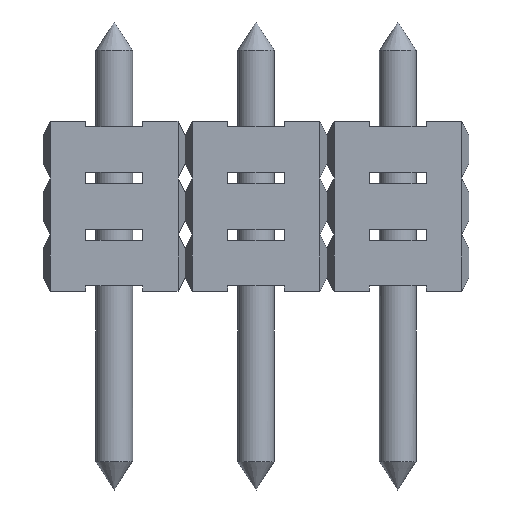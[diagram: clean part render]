
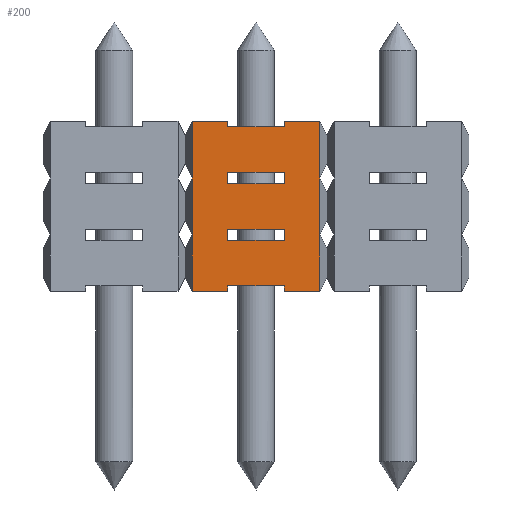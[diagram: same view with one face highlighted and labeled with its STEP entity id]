
A CAD part, front view. The second image highlights one B-rep face of the part: STEP entity #200.
In plain terms, the highlighted planar face has unit normal (0, -1, 0).
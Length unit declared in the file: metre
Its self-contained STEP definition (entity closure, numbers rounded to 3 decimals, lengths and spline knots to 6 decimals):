
#200=ADVANCED_FACE('',(#541,#542,#543),#544,.T.);
#541=FACE_BOUND('',#1064,.T.);
#542=FACE_OUTER_BOUND('',#1065,.T.);
#543=FACE_BOUND('',#1066,.T.);
#544=PLANE('',#1067);
#1064=EDGE_LOOP('',(#1625,#1626,#1627,#1628));
#1065=EDGE_LOOP('',(#1629,#1630,#1631,#1632,#1633,#1634,#1635,#1636,#1637,#1638,#1639,#1640,#1641,#1642,#1643,#1644));
#1066=EDGE_LOOP('',(#1645,#1646,#1647,#1648));
#1067=AXIS2_PLACEMENT_3D('',#1649,#1650,#1651);
#1625=ORIENTED_EDGE('',*,*,#2943,.T.);
#1626=ORIENTED_EDGE('',*,*,#2944,.T.);
#1627=ORIENTED_EDGE('',*,*,#2945,.T.);
#1628=ORIENTED_EDGE('',*,*,#2946,.T.);
#1629=ORIENTED_EDGE('',*,*,#2947,.F.);
#1630=ORIENTED_EDGE('',*,*,#2948,.F.);
#1631=ORIENTED_EDGE('',*,*,#2949,.F.);
#1632=ORIENTED_EDGE('',*,*,#2950,.T.);
#1633=ORIENTED_EDGE('',*,*,#2951,.T.);
#1634=ORIENTED_EDGE('',*,*,#2952,.T.);
#1635=ORIENTED_EDGE('',*,*,#2953,.T.);
#1636=ORIENTED_EDGE('',*,*,#2954,.T.);
#1637=ORIENTED_EDGE('',*,*,#2955,.F.);
#1638=ORIENTED_EDGE('',*,*,#2956,.F.);
#1639=ORIENTED_EDGE('',*,*,#2940,.F.);
#1640=ORIENTED_EDGE('',*,*,#2957,.T.);
#1641=ORIENTED_EDGE('',*,*,#2958,.T.);
#1642=ORIENTED_EDGE('',*,*,#2959,.T.);
#1643=ORIENTED_EDGE('',*,*,#2960,.T.);
#1644=ORIENTED_EDGE('',*,*,#2935,.T.);
#1645=ORIENTED_EDGE('',*,*,#2961,.T.);
#1646=ORIENTED_EDGE('',*,*,#2962,.T.);
#1647=ORIENTED_EDGE('',*,*,#2963,.T.);
#1648=ORIENTED_EDGE('',*,*,#2964,.T.);
#1649=CARTESIAN_POINT('',(0.11,-0.03466,-0.038506));
#1650=DIRECTION('',(0.0,-1.0,0.));
#1651=DIRECTION('',(0.0,0.,-1.0));
#2935=EDGE_CURVE('',#3483,#3481,#3484,.T.);
#2940=EDGE_CURVE('',#3489,#3491,#3492,.T.);
#2943=EDGE_CURVE('',#3495,#3496,#3497,.T.);
#2944=EDGE_CURVE('',#3496,#3498,#3499,.T.);
#2945=EDGE_CURVE('',#3498,#3500,#3501,.T.);
#2946=EDGE_CURVE('',#3500,#3495,#3502,.T.);
#2947=EDGE_CURVE('',#3503,#3481,#3504,.T.);
#2948=EDGE_CURVE('',#3505,#3503,#3506,.T.);
#2949=EDGE_CURVE('',#3507,#3505,#3508,.T.);
#2950=EDGE_CURVE('',#3507,#3509,#3510,.T.);
#2951=EDGE_CURVE('',#3509,#3511,#3512,.T.);
#2952=EDGE_CURVE('',#3511,#3513,#3514,.T.);
#2953=EDGE_CURVE('',#3513,#3515,#3516,.T.);
#2954=EDGE_CURVE('',#3515,#3517,#3518,.T.);
#2955=EDGE_CURVE('',#3519,#3517,#3520,.T.);
#2956=EDGE_CURVE('',#3491,#3519,#3521,.T.);
#2957=EDGE_CURVE('',#3489,#3522,#3523,.T.);
#2958=EDGE_CURVE('',#3522,#3524,#3525,.T.);
#2959=EDGE_CURVE('',#3524,#3526,#3527,.T.);
#2960=EDGE_CURVE('',#3526,#3483,#3528,.T.);
#2961=EDGE_CURVE('',#3529,#3530,#3531,.T.);
#2962=EDGE_CURVE('',#3530,#3532,#3533,.T.);
#2963=EDGE_CURVE('',#3532,#3534,#3535,.T.);
#2964=EDGE_CURVE('',#3534,#3529,#3536,.T.);
#3481=VERTEX_POINT('',#4237);
#3483=VERTEX_POINT('',#4240);
#3484=LINE('',#4241,#4242);
#3489=VERTEX_POINT('',#4249);
#3491=VERTEX_POINT('',#4252);
#3492=LINE('',#4253,#4254);
#3495=VERTEX_POINT('',#4258);
#3496=VERTEX_POINT('',#4259);
#3497=LINE('',#4260,#4261);
#3498=VERTEX_POINT('',#4262);
#3499=LINE('',#4263,#4264);
#3500=VERTEX_POINT('',#4265);
#3501=LINE('',#4266,#4267);
#3502=LINE('',#4268,#4269);
#3503=VERTEX_POINT('',#4270);
#3504=LINE('',#4271,#4272);
#3505=VERTEX_POINT('',#4273);
#3506=LINE('',#4274,#4275);
#3507=VERTEX_POINT('',#4276);
#3508=LINE('',#4277,#4278);
#3509=VERTEX_POINT('',#4279);
#3510=LINE('',#4280,#4281);
#3511=VERTEX_POINT('',#4282);
#3512=LINE('',#4283,#4284);
#3513=VERTEX_POINT('',#4285);
#3514=LINE('',#4286,#4287);
#3515=VERTEX_POINT('',#4288);
#3516=LINE('',#4289,#4290);
#3517=VERTEX_POINT('',#4291);
#3518=LINE('',#4292,#4293);
#3519=VERTEX_POINT('',#4294);
#3520=LINE('',#4295,#4296);
#3521=LINE('',#4297,#4298);
#3522=VERTEX_POINT('',#4299);
#3523=LINE('',#4300,#4301);
#3524=VERTEX_POINT('',#4302);
#3525=LINE('',#4303,#4304);
#3526=VERTEX_POINT('',#4305);
#3527=LINE('',#4306,#4307);
#3528=LINE('',#4308,#4309);
#3529=VERTEX_POINT('',#4310);
#3530=VERTEX_POINT('',#4311);
#3531=LINE('',#4312,#4313);
#3532=VERTEX_POINT('',#4314);
#3533=LINE('',#4315,#4316);
#3534=VERTEX_POINT('',#4317);
#3535=LINE('',#4318,#4319);
#3536=LINE('',#4320,#4321);
#4237=CARTESIAN_POINT('',(0.1034,-0.03466,0.));
#4240=CARTESIAN_POINT('',(0.10465,-0.03466,0.));
#4241=CARTESIAN_POINT('',(0.1034,-0.03466,0.));
#4242=VECTOR('',#5251,1.0);
#4249=CARTESIAN_POINT('',(0.1079,-0.03466,0.));
#4252=CARTESIAN_POINT('',(0.1079,-0.03466,-0.002));
#4253=CARTESIAN_POINT('',(0.1079,-0.03466,-0.038506));
#4254=VECTOR('',#5255,1.0);
#4258=CARTESIAN_POINT('',(0.10465,-0.03466,-0.0038));
#4259=CARTESIAN_POINT('',(0.10665,-0.03466,-0.0038));
#4260=CARTESIAN_POINT('',(0.10665,-0.03466,-0.0038));
#4261=VECTOR('',#5257,1.0);
#4262=CARTESIAN_POINT('',(0.10665,-0.03466,-0.0042));
#4263=CARTESIAN_POINT('',(0.10665,-0.03466,-0.004));
#4264=VECTOR('',#5258,1.0);
#4265=CARTESIAN_POINT('',(0.10465,-0.03466,-0.0042));
#4266=CARTESIAN_POINT('',(0.10465,-0.03466,-0.0042));
#4267=VECTOR('',#5259,1.0);
#4268=CARTESIAN_POINT('',(0.10465,-0.03466,-0.0038));
#4269=VECTOR('',#5260,1.0);
#4270=CARTESIAN_POINT('',(0.1034,-0.03466,-0.002));
#4271=CARTESIAN_POINT('',(0.1034,-0.03466,-0.038506));
#4272=VECTOR('',#5261,1.0);
#4273=CARTESIAN_POINT('',(0.1034,-0.03466,-0.004));
#4274=CARTESIAN_POINT('',(0.1034,-0.03466,-0.040506));
#4275=VECTOR('',#5262,1.0);
#4276=CARTESIAN_POINT('',(0.1034,-0.03466,-0.006));
#4277=CARTESIAN_POINT('',(0.1034,-0.03466,-0.042506));
#4278=VECTOR('',#5263,1.0);
#4279=CARTESIAN_POINT('',(0.10465,-0.03466,-0.006));
#4280=CARTESIAN_POINT('',(0.10465,-0.03466,-0.006));
#4281=VECTOR('',#5264,1.0);
#4282=CARTESIAN_POINT('',(0.10465,-0.03466,-0.0058));
#4283=CARTESIAN_POINT('',(0.10465,-0.03466,-0.0058));
#4284=VECTOR('',#5265,1.0);
#4285=CARTESIAN_POINT('',(0.10665,-0.03466,-0.0058));
#4286=CARTESIAN_POINT('',(0.10665,-0.03466,-0.0058));
#4287=VECTOR('',#5266,1.0);
#4288=CARTESIAN_POINT('',(0.10665,-0.03466,-0.006));
#4289=CARTESIAN_POINT('',(0.10665,-0.03466,-0.006));
#4290=VECTOR('',#5267,1.0);
#4291=CARTESIAN_POINT('',(0.1079,-0.03466,-0.006));
#4292=CARTESIAN_POINT('',(0.1079,-0.03466,-0.006));
#4293=VECTOR('',#5268,1.0);
#4294=CARTESIAN_POINT('',(0.1079,-0.03466,-0.004));
#4295=CARTESIAN_POINT('',(0.1079,-0.03466,-0.042506));
#4296=VECTOR('',#5269,1.0);
#4297=CARTESIAN_POINT('',(0.1079,-0.03466,-0.040506));
#4298=VECTOR('',#5270,1.0);
#4299=CARTESIAN_POINT('',(0.10665,-0.03466,0.));
#4300=CARTESIAN_POINT('',(0.10665,-0.03466,0.));
#4301=VECTOR('',#5271,1.0);
#4302=CARTESIAN_POINT('',(0.10665,-0.03466,-0.0002));
#4303=CARTESIAN_POINT('',(0.10665,-0.03466,-0.0002));
#4304=VECTOR('',#5272,1.0);
#4305=CARTESIAN_POINT('',(0.10465,-0.03466,-0.0002));
#4306=CARTESIAN_POINT('',(0.10465,-0.03466,-0.0002));
#4307=VECTOR('',#5273,1.0);
#4308=CARTESIAN_POINT('',(0.10465,-0.03466,0.));
#4309=VECTOR('',#5274,1.0);
#4310=CARTESIAN_POINT('',(0.10665,-0.03466,-0.0018));
#4311=CARTESIAN_POINT('',(0.10665,-0.03466,-0.0022));
#4312=CARTESIAN_POINT('',(0.10665,-0.03466,-0.002));
#4313=VECTOR('',#5275,1.0);
#4314=CARTESIAN_POINT('',(0.10465,-0.03466,-0.0022));
#4315=CARTESIAN_POINT('',(0.10465,-0.03466,-0.0022));
#4316=VECTOR('',#5276,1.0);
#4317=CARTESIAN_POINT('',(0.10465,-0.03466,-0.0018));
#4318=CARTESIAN_POINT('',(0.10465,-0.03466,-0.0018));
#4319=VECTOR('',#5277,1.0);
#4320=CARTESIAN_POINT('',(0.10665,-0.03466,-0.0018));
#4321=VECTOR('',#5278,1.0);
#5251=DIRECTION('',(-1.0,-0.0,0.0));
#5255=DIRECTION('',(0.,0.,-1.0));
#5257=DIRECTION('',(1.0,0.0,0.0));
#5258=DIRECTION('',(0.0,0.,-1.0));
#5259=DIRECTION('',(-1.0,-0.0,0.0));
#5260=DIRECTION('',(0.0,0.,1.0));
#5261=DIRECTION('',(0.,0.,1.0));
#5262=DIRECTION('',(0.,0.,1.0));
#5263=DIRECTION('',(0.,0.,1.0));
#5264=DIRECTION('',(1.0,0.0,0.0));
#5265=DIRECTION('',(0.0,0.,1.0));
#5266=DIRECTION('',(1.0,0.0,0.0));
#5267=DIRECTION('',(0.0,0.,-1.0));
#5268=DIRECTION('',(1.0,0.0,0.0));
#5269=DIRECTION('',(0.,0.,-1.0));
#5270=DIRECTION('',(0.,0.,-1.0));
#5271=DIRECTION('',(-1.0,-0.0,0.0));
#5272=DIRECTION('',(0.0,0.,-1.0));
#5273=DIRECTION('',(-1.0,-0.0,0.0));
#5274=DIRECTION('',(0.0,0.,1.0));
#5275=DIRECTION('',(0.0,0.,-1.0));
#5276=DIRECTION('',(-1.0,-0.0,0.0));
#5277=DIRECTION('',(0.0,0.,1.0));
#5278=DIRECTION('',(1.0,0.0,0.0));
